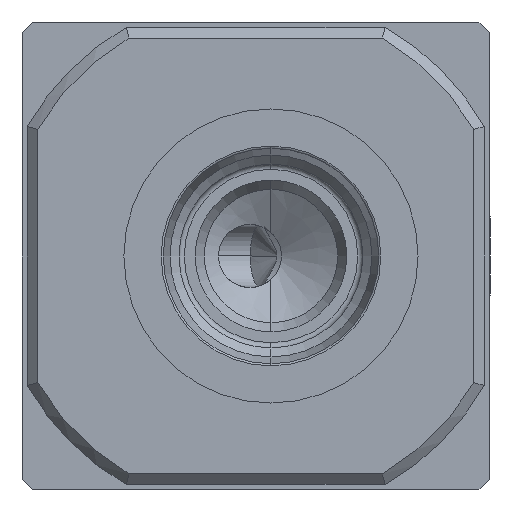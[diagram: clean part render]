
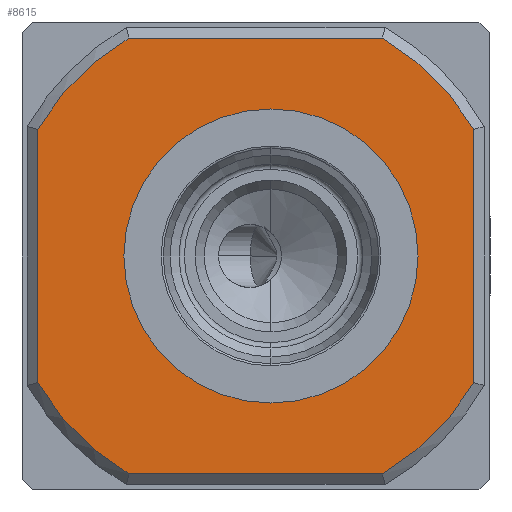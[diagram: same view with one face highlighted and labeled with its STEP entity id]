
A CAD part, left-side view. The second image highlights one B-rep face of the part: STEP entity #8615.
In plain terms, the highlighted planar face has unit normal (-1, 0, 0).
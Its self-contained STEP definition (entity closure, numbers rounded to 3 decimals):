
#50 = DIRECTION ( 'NONE',  ( 0., 0., -1. ) ) ;
#148 = CARTESIAN_POINT ( 'NONE',  ( -8.4, -20.8, 36.25 ) ) ;
#160 = EDGE_CURVE ( 'NONE', #4066, #5986, #15832, .T. ) ;
#311 = VERTEX_POINT ( 'NONE', #4134 ) ;
#504 = EDGE_CURVE ( 'NONE', #785, #4066, #6552, .T. ) ;
#530 = DIRECTION ( 'NONE',  ( 1., 0., 0. ) ) ;
#666 = CARTESIAN_POINT ( 'NONE',  ( -8.4, -20.8, 22.25 ) ) ;
#785 = VERTEX_POINT ( 'NONE', #10265 ) ;
#1230 = AXIS2_PLACEMENT_3D ( 'NONE', #12060, #13720, #11249 ) ;
#1398 = CARTESIAN_POINT ( 'NONE',  ( -8.4, -20.8, 8.25 ) ) ;
#1544 = FACE_BOUND ( 'NONE', #9329, .T. ) ;
#1738 = EDGE_CURVE ( 'NONE', #5856, #311, #8459, .T. ) ;
#2184 = ORIENTED_EDGE ( 'NONE', *, *, #1738, .T. ) ;
#2220 = ORIENTED_EDGE ( 'NONE', *, *, #4916, .T. ) ;
#2339 = DIRECTION ( 'NONE',  ( -1., 0., 0. ) ) ;
#2535 = VECTOR ( 'NONE', #5199, 1000. ) ;
#2771 = ORIENTED_EDGE ( 'NONE', *, *, #10793, .F. ) ;
#3126 = CARTESIAN_POINT ( 'NONE',  ( -8.4, -22.25, 22.25 ) ) ;
#3233 = DIRECTION ( 'NONE',  ( 0., 0., -1. ) ) ;
#3290 = DIRECTION ( 'NONE',  ( 0., 0., 1. ) ) ;
#3633 = AXIS2_PLACEMENT_3D ( 'NONE', #12959, #530, #6811 ) ;
#3664 = CARTESIAN_POINT ( 'NONE',  ( -8.4, -22.25, 22.25 ) ) ;
#3903 = ORIENTED_EDGE ( 'NONE', *, *, #15656, .T. ) ;
#4066 = VERTEX_POINT ( 'NONE', #13023 ) ;
#4134 = CARTESIAN_POINT ( 'NONE',  ( -8.4, -43., 10.19 ) ) ;
#4340 = AXIS2_PLACEMENT_3D ( 'NONE', #3126, #5840, #3233 ) ;
#4483 = VERTEX_POINT ( 'NONE', #148 ) ;
#4736 = DIRECTION ( 'NONE',  ( 0., 0., -1. ) ) ;
#4740 = VERTEX_POINT ( 'NONE', #13155 ) ;
#4813 = DIRECTION ( 'NONE',  ( 0., 0., -1. ) ) ;
#4916 = EDGE_CURVE ( 'NONE', #4740, #8686, #5117, .T. ) ;
#5046 = CARTESIAN_POINT ( 'NONE',  ( -8.4, -1.5, 9.924 ) ) ;
#5117 = LINE ( 'NONE', #5046, #15161 ) ;
#5121 = ORIENTED_EDGE ( 'NONE', *, *, #504, .T. ) ;
#5198 = CIRCLE ( 'NONE', #15298, 14. ) ;
#5199 = DIRECTION ( 'NONE',  ( 0., -1., 0. ) ) ;
#5269 = EDGE_CURVE ( 'NONE', #5986, #4740, #11097, .T. ) ;
#5840 = DIRECTION ( 'NONE',  ( -1., 0., 0. ) ) ;
#5856 = VERTEX_POINT ( 'NONE', #15627 ) ;
#5986 = VERTEX_POINT ( 'NONE', #8404 ) ;
#6278 = DIRECTION ( 'NONE',  ( 0., 1., 0. ) ) ;
#6304 = DIRECTION ( 'NONE',  ( 0., 0., -1. ) ) ;
#6552 = CIRCLE ( 'NONE', #9429, 24. ) ;
#6617 = LINE ( 'NONE', #11315, #2535 ) ;
#6811 = DIRECTION ( 'NONE',  ( 0., 0., -1. ) ) ;
#6986 = ORIENTED_EDGE ( 'NONE', *, *, #5269, .T. ) ;
#7145 = VECTOR ( 'NONE', #6278, 1000. ) ;
#7201 = LINE ( 'NONE', #13732, #10103 ) ;
#7425 = ORIENTED_EDGE ( 'NONE', *, *, #160, .T. ) ;
#7680 = EDGE_CURVE ( 'NONE', #9907, #5856, #6617, .T. ) ;
#8009 = PLANE ( 'NONE',  #3633 ) ;
#8110 = CARTESIAN_POINT ( 'NONE',  ( -8.4, -1.5, 10.19 ) ) ;
#8154 = CIRCLE ( 'NONE', #10469, 24. ) ;
#8404 = CARTESIAN_POINT ( 'NONE',  ( -8.4, -10.19, 43. ) ) ;
#8459 = CIRCLE ( 'NONE', #12176, 24. ) ;
#8613 = CARTESIAN_POINT ( 'NONE',  ( -8.4, -9.924, 43. ) ) ;
#8615 = ADVANCED_FACE ( 'NONE', ( #12014, #1544 ), #8009, .F. ) ;
#8686 = VERTEX_POINT ( 'NONE', #8110 ) ;
#9329 = EDGE_LOOP ( 'NONE', ( #10832, #2771 ) ) ;
#9429 = AXIS2_PLACEMENT_3D ( 'NONE', #12247, #13439, #4736 ) ;
#9907 = VERTEX_POINT ( 'NONE', #11082 ) ;
#10103 = VECTOR ( 'NONE', #12500, 1000. ) ;
#10265 = CARTESIAN_POINT ( 'NONE',  ( -8.4, -43., 34.31 ) ) ;
#10300 = CIRCLE ( 'NONE', #1230, 14. ) ;
#10469 = AXIS2_PLACEMENT_3D ( 'NONE', #3664, #12447, #4813 ) ;
#10793 = EDGE_CURVE ( 'NONE', #14562, #4483, #5198, .T. ) ;
#10832 = ORIENTED_EDGE ( 'NONE', *, *, #14936, .F. ) ;
#11082 = CARTESIAN_POINT ( 'NONE',  ( -8.4, -10.19, 1.5 ) ) ;
#11097 = CIRCLE ( 'NONE', #4340, 24. ) ;
#11249 = DIRECTION ( 'NONE',  ( 0., 0., 1. ) ) ;
#11315 = CARTESIAN_POINT ( 'NONE',  ( -8.4, -34.576, 1.5 ) ) ;
#11834 = EDGE_LOOP ( 'NONE', ( #6986, #2220, #12030, #12858, #2184, #3903, #5121, #7425 ) ) ;
#11915 = DIRECTION ( 'NONE',  ( -1., 0., 0. ) ) ;
#12014 = FACE_OUTER_BOUND ( 'NONE', #11834, .T. ) ;
#12030 = ORIENTED_EDGE ( 'NONE', *, *, #15518, .T. ) ;
#12060 = CARTESIAN_POINT ( 'NONE',  ( -8.4, -20.8, 22.25 ) ) ;
#12176 = AXIS2_PLACEMENT_3D ( 'NONE', #16034, #2339, #50 ) ;
#12247 = CARTESIAN_POINT ( 'NONE',  ( -8.4, -22.25, 22.25 ) ) ;
#12447 = DIRECTION ( 'NONE',  ( -1., 0., 0. ) ) ;
#12500 = DIRECTION ( 'NONE',  ( 0., 0., 1. ) ) ;
#12858 = ORIENTED_EDGE ( 'NONE', *, *, #7680, .T. ) ;
#12959 = CARTESIAN_POINT ( 'NONE',  ( -8.4, -44., 44. ) ) ;
#13023 = CARTESIAN_POINT ( 'NONE',  ( -8.4, -34.31, 43. ) ) ;
#13155 = CARTESIAN_POINT ( 'NONE',  ( -8.4, -1.5, 34.31 ) ) ;
#13439 = DIRECTION ( 'NONE',  ( -1., 0., 0. ) ) ;
#13720 = DIRECTION ( 'NONE',  ( -1., 0., 0. ) ) ;
#13732 = CARTESIAN_POINT ( 'NONE',  ( -8.4, -43., 34.576 ) ) ;
#14562 = VERTEX_POINT ( 'NONE', #1398 ) ;
#14936 = EDGE_CURVE ( 'NONE', #4483, #14562, #10300, .T. ) ;
#15161 = VECTOR ( 'NONE', #6304, 1000. ) ;
#15298 = AXIS2_PLACEMENT_3D ( 'NONE', #666, #11915, #3290 ) ;
#15518 = EDGE_CURVE ( 'NONE', #8686, #9907, #8154, .T. ) ;
#15627 = CARTESIAN_POINT ( 'NONE',  ( -8.4, -34.31, 1.5 ) ) ;
#15656 = EDGE_CURVE ( 'NONE', #311, #785, #7201, .T. ) ;
#15832 = LINE ( 'NONE', #8613, #7145 ) ;
#16034 = CARTESIAN_POINT ( 'NONE',  ( -8.4, -22.25, 22.25 ) ) ;
